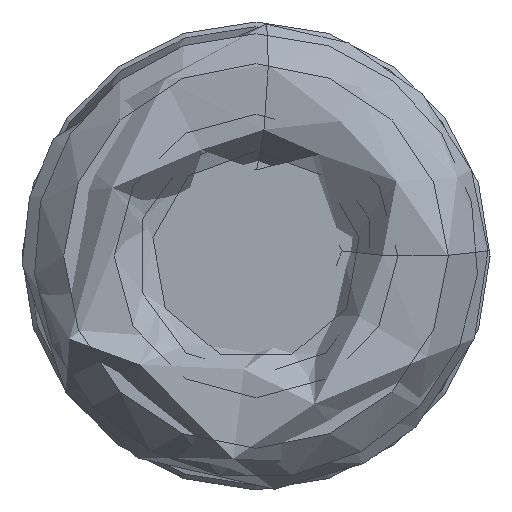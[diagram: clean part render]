
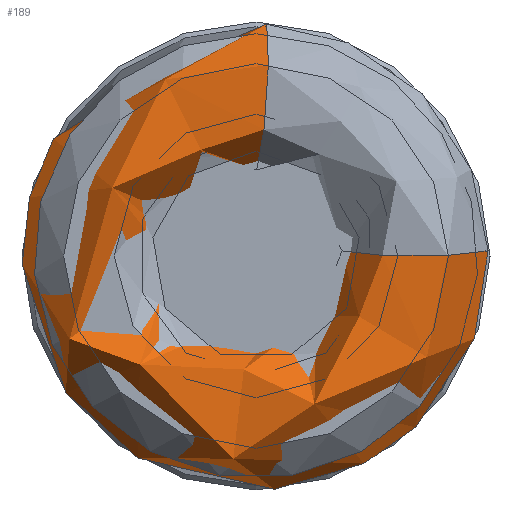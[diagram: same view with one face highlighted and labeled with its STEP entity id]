
A CAD part, left-side view. The second image highlights one B-rep face of the part: STEP entity #189.
In plain terms, the highlighted free-form (B-spline) face has degree [3, 3] with [7, 7] control points.
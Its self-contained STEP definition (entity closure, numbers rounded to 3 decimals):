
#189=ADVANCED_FACE('',(#209,#210),#207,.F.);
#207=(
BOUNDED_SURFACE()
B_SPLINE_SURFACE(3,3,((#461,#462,#463,#464,#465,#466,#467),(#468,#469,#470,
#471,#472,#473,#474),(#475,#476,#477,#478,#479,#480,#481),(#482,#483,#484,
#485,#486,#487,#488),(#489,#490,#491,#492,#493,#494,#495),(#496,#497,#498,
#499,#500,#501,#502),(#503,#504,#505,#506,#507,#508,#509)),
 .UNSPECIFIED.,.T.,.F.,.F.)
B_SPLINE_SURFACE_WITH_KNOTS((1,3,3,3,1),(4,3,4),(-0.5,0.,0.5,1.,1.5),(0.,
0.5,1.),.UNSPECIFIED.)
GEOMETRIC_REPRESENTATION_ITEM()
RATIONAL_B_SPLINE_SURFACE(((1.,0.578,0.578,1.,0.578,
0.578,1.),(0.333,0.193,0.193,
0.333,0.193,0.193,0.333),
(0.333,0.193,0.193,0.333,
0.193,0.193,0.333),(1.,0.578,
0.578,1.,0.578,0.578,1.),(0.333,
0.193,0.193,0.333,0.193,
0.193,0.333),(0.333,0.193,
0.193,0.333,0.193,0.193,
0.333),(1.,0.578,0.578,1.,0.578,
0.578,1.)))
REPRESENTATION_ITEM('')
SURFACE()
);
#209=FACE_BOUND('',#241,.T.);
#210=FACE_BOUND('',#242,.T.);
#241=EDGE_LOOP('',(#275));
#242=EDGE_LOOP('',(#276));
#275=ORIENTED_EDGE('',*,*,#326,.T.);
#276=ORIENTED_EDGE('',*,*,#327,.F.);
#309=VERTEX_POINT('',#458);
#310=VERTEX_POINT('',#460);
#326=EDGE_CURVE('',#309,#309,#343,.T.);
#327=EDGE_CURVE('',#310,#310,#344,.T.);
#343=CIRCLE('',#361,4.);
#344=CIRCLE('',#362,4.);
#361=AXIS2_PLACEMENT_3D('',#457,#393,#394);
#362=AXIS2_PLACEMENT_3D('',#459,#395,#396);
#393=DIRECTION('',(-0.087,0.994,0.068));
#394=DIRECTION('',(0.996,0.087,0.006));
#395=DIRECTION('',(-0.087,0.,0.996));
#396=DIRECTION('',(0.996,0.,0.087));
#457=CARTESIAN_POINT('',(3.985,-0.23,8.5));
#458=CARTESIAN_POINT('',(7.97,0.117,8.524));
#459=CARTESIAN_POINT('',(3.985,-8.496,0.349));
#460=CARTESIAN_POINT('',(7.97,-8.496,0.697));
#461=CARTESIAN_POINT('',(7.97,-8.496,0.697));
#462=CARTESIAN_POINT('',(7.97,-9.244,-8.42));
#463=CARTESIAN_POINT('',(7.97,-1.037,-12.461));
#464=CARTESIAN_POINT('',(7.97,5.733,-6.309));
#465=CARTESIAN_POINT('',(7.97,12.503,-0.157));
#466=CARTESIAN_POINT('',(7.97,9.264,8.398));
#467=CARTESIAN_POINT('',(7.97,0.117,8.524));
#468=CARTESIAN_POINT('',(7.97,-0.496,0.697));
#469=CARTESIAN_POINT('',(7.97,-1.244,0.165));
#470=CARTESIAN_POINT('',(7.97,-1.024,-0.726));
#471=CARTESIAN_POINT('',(7.97,-0.114,-0.848));
#472=CARTESIAN_POINT('',(7.97,0.796,-0.97));
#473=CARTESIAN_POINT('',(7.97,1.244,-0.168));
#474=CARTESIAN_POINT('',(7.97,0.662,0.542));
#475=CARTESIAN_POINT('',(0.,-0.496,0.));
#476=CARTESIAN_POINT('',(0.,-0.496,-0.532));
#477=CARTESIAN_POINT('',(0.,-0.001,-0.727));
#478=CARTESIAN_POINT('',(0.,0.362,-0.338));
#479=CARTESIAN_POINT('',(0.,0.726,0.05));
#480=CARTESIAN_POINT('',(0.,0.497,0.531));
#481=CARTESIAN_POINT('',(0.,-0.034,0.495));
#482=CARTESIAN_POINT('',(0.,-8.496,0.));
#483=CARTESIAN_POINT('',(0.,-8.496,-9.117));
#484=CARTESIAN_POINT('',(0.,-0.015,-12.462));
#485=CARTESIAN_POINT('',(0.,6.209,-5.799));
#486=CARTESIAN_POINT('',(0.,12.432,0.863));
#487=CARTESIAN_POINT('',(0.,8.517,9.097));
#488=CARTESIAN_POINT('',(0.,-0.578,8.476));
#489=CARTESIAN_POINT('',(0.,-16.496,0.));
#490=CARTESIAN_POINT('',(0.,-16.496,-17.702));
#491=CARTESIAN_POINT('',(0.,-0.029,-24.196));
#492=CARTESIAN_POINT('',(0.,12.055,-11.26));
#493=CARTESIAN_POINT('',(0.,24.138,1.676));
#494=CARTESIAN_POINT('',(0.,16.538,17.663));
#495=CARTESIAN_POINT('',(0.,-1.123,16.458));
#496=CARTESIAN_POINT('',(7.97,-16.496,0.697));
#497=CARTESIAN_POINT('',(7.97,-17.244,-17.004));
#498=CARTESIAN_POINT('',(7.97,-1.051,-24.195));
#499=CARTESIAN_POINT('',(7.97,11.579,-11.77));
#500=CARTESIAN_POINT('',(7.97,24.209,0.655));
#501=CARTESIAN_POINT('',(7.97,17.284,16.964));
#502=CARTESIAN_POINT('',(7.97,-0.427,16.505));
#503=CARTESIAN_POINT('',(7.97,-8.496,0.697));
#504=CARTESIAN_POINT('',(7.97,-9.244,-8.42));
#505=CARTESIAN_POINT('',(7.97,-1.037,-12.461));
#506=CARTESIAN_POINT('',(7.97,5.733,-6.309));
#507=CARTESIAN_POINT('',(7.97,12.503,-0.157));
#508=CARTESIAN_POINT('',(7.97,9.264,8.398));
#509=CARTESIAN_POINT('',(7.97,0.117,8.524));
